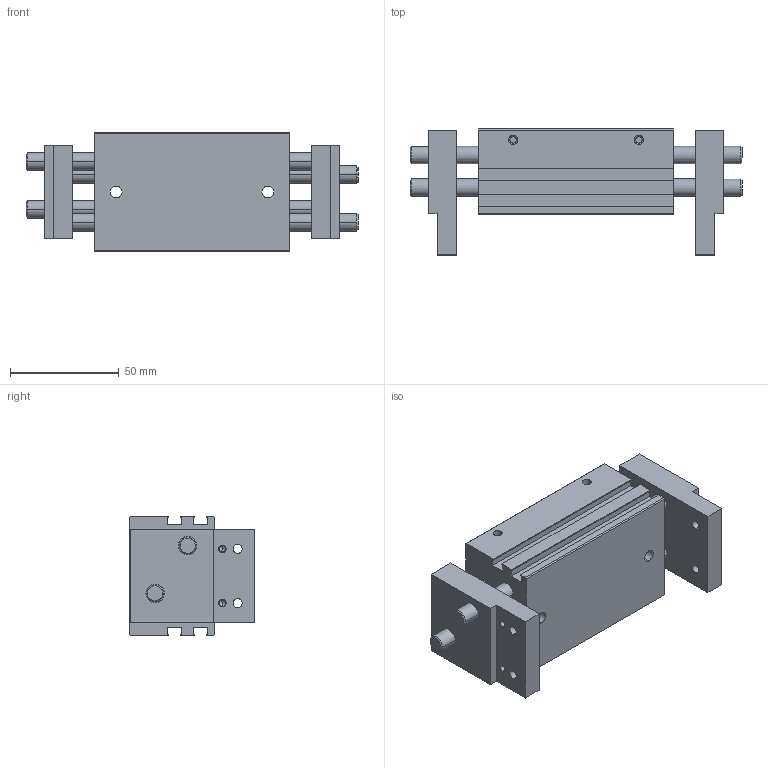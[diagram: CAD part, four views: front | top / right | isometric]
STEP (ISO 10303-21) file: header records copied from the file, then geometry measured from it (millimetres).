
FILE_DESCRIPTION (( 'STEP AP203' ), '1' );
FILE_NAME ('PLE-16 C 30+30.STEP', '2007-03-17T10:14:41', ( 'Utente' ), ( '' ), 'SwSTEP 2.0', 'SolidWorks 2004231', '' );
FILE_SCHEMA (( 'CONFIG_CONTROL_DESIGN' ));
Length unit declared in the file: millimetre
Products named in the file (3): PLE-16 C 30+30; Corpo; Griffa
Assembly tree (3 placements, depth 2):
  PLE-16 C 30+30
    Griffa  x2
    Corpo
Bounding box: 153 x 58 x 55 mm (x, y, z)
Volume: 244998.5 mm3; surface area: 65907.7 mm2
Topology: 3 solids, 3 shells, 214 faces, 541 edges, 326 vertices
Faces by surface type: cylinder 83, plane 70, cone 61
Entity records: 5659 total; most frequent: CARTESIAN_POINT 1071, DIRECTION 926, ORIENTED_EDGE 842, EDGE_CURVE 421, AXIS2_PLACEMENT_3D 331, VERTEX_POINT 268, VECTOR 264, LINE 264
